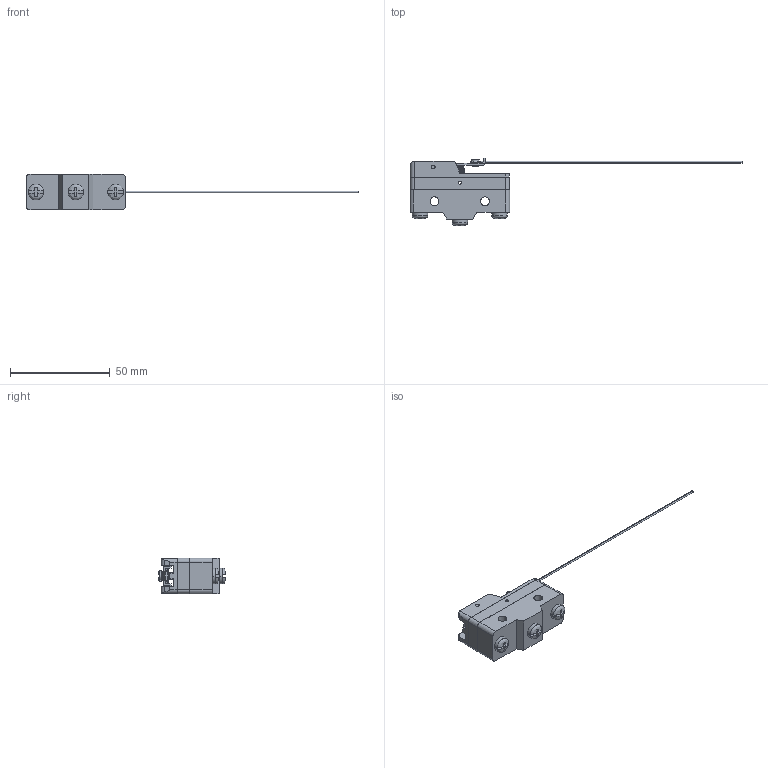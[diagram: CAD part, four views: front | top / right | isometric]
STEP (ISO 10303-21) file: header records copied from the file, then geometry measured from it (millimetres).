
FILE_DESCRIPTION((''),'2;1');
FILE_NAME('1','2024-11-20T',('Administrator'),('zyb.com'),'PRO/ENGINEER BY PARAMETRIC TECHNOLOGY CORPORATION, 2010280','PRO/ENGINEER BY PARAMETRIC TECHNOLOGY CORPORATION, 2010280','');
FILE_SCHEMA(('CONFIG_CONTROL_DESIGN'));
Length unit declared in the file: millimetre
Products named in the file (1): 1
Bounding box: 166.7 x 33.9 x 18 mm (x, y, z)
Volume: 19466.2 mm3; surface area: 7502.5 mm2
Topology: 2 solids, 2 shells, 215 faces, 565 edges, 366 vertices
Faces by surface type: plane 118, cylinder 75, bspline 16, torus 6
Entity records: 10010 total; most frequent: CARTESIAN_POINT 4665, ORIENTED_EDGE 1130, DIRECTION 1067, EDGE_CURVE 565, VERTEX_POINT 366, AXIS2_PLACEMENT_3D 365, VECTOR 337, LINE 337
